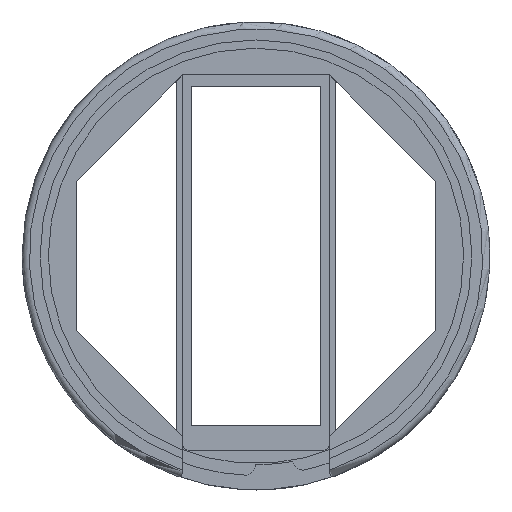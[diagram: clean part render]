
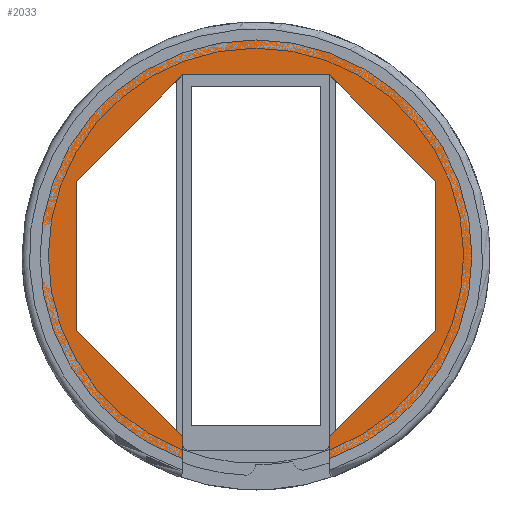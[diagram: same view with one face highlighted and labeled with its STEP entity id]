
A CAD part, top view. The second image highlights one B-rep face of the part: STEP entity #2033.
In plain terms, the highlighted planar face has unit normal (0, 0, 1).
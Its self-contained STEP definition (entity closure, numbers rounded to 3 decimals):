
#57=PLANE('',#2191);
#148=LINE('',#3204,#328);
#152=LINE('',#3212,#332);
#154=LINE('',#3218,#334);
#158=LINE('',#3226,#338);
#160=LINE('',#3235,#340);
#161=LINE('',#3238,#341);
#162=LINE('',#3240,#342);
#163=LINE('',#3241,#343);
#164=LINE('',#3244,#344);
#165=LINE('',#3246,#345);
#166=LINE('',#3248,#346);
#167=LINE('',#3249,#347);
#168=LINE('',#3251,#348);
#169=LINE('',#3253,#349);
#170=LINE('',#3254,#350);
#328=VECTOR('',#2530,10.);
#332=VECTOR('',#2536,10.);
#334=VECTOR('',#2540,10.);
#338=VECTOR('',#2546,10.);
#340=VECTOR('',#2552,10.);
#341=VECTOR('',#2555,10.);
#342=VECTOR('',#2556,10.);
#343=VECTOR('',#2557,10.);
#344=VECTOR('',#2560,10.);
#345=VECTOR('',#2561,10.);
#346=VECTOR('',#2562,10.);
#347=VECTOR('',#2563,10.);
#348=VECTOR('',#2564,10.);
#349=VECTOR('',#2565,10.);
#350=VECTOR('',#2566,10.);
#527=FACE_OUTER_BOUND('',#636,.T.);
#636=EDGE_LOOP('',(#1499,#1500,#1501,#1502,#1503,#1504,#1505,#1506,#1507,
#1508,#1509,#1510,#1511,#1512,#1513,#1514));
#757=CIRCLE('',#2192,30.);
#912=VERTEX_POINT('',#3200);
#914=VERTEX_POINT('',#3203);
#916=VERTEX_POINT('',#3208);
#917=VERTEX_POINT('',#3210);
#918=VERTEX_POINT('',#3214);
#920=VERTEX_POINT('',#3217);
#922=VERTEX_POINT('',#3222);
#923=VERTEX_POINT('',#3224);
#925=VERTEX_POINT('',#3231);
#926=VERTEX_POINT('',#3237);
#927=VERTEX_POINT('',#3239);
#928=VERTEX_POINT('',#3242);
#929=VERTEX_POINT('',#3245);
#930=VERTEX_POINT('',#3247);
#931=VERTEX_POINT('',#3250);
#932=VERTEX_POINT('',#3252);
#1137=EDGE_CURVE('',#914,#912,#148,.T.);
#1141=EDGE_CURVE('',#916,#917,#152,.T.);
#1143=EDGE_CURVE('',#920,#918,#154,.T.);
#1147=EDGE_CURVE('',#922,#923,#158,.T.);
#1151=EDGE_CURVE('',#918,#925,#160,.T.);
#1152=EDGE_CURVE('',#923,#926,#161,.T.);
#1153=EDGE_CURVE('',#926,#927,#162,.T.);
#1154=EDGE_CURVE('',#927,#920,#163,.T.);
#1155=EDGE_CURVE('',#925,#928,#757,.T.);
#1156=EDGE_CURVE('',#928,#916,#164,.T.);
#1157=EDGE_CURVE('',#917,#929,#165,.T.);
#1158=EDGE_CURVE('',#929,#930,#166,.T.);
#1159=EDGE_CURVE('',#930,#914,#167,.T.);
#1160=EDGE_CURVE('',#912,#931,#168,.T.);
#1161=EDGE_CURVE('',#931,#932,#169,.T.);
#1162=EDGE_CURVE('',#932,#922,#170,.T.);
#1499=ORIENTED_EDGE('',*,*,#1147,.T.);
#1500=ORIENTED_EDGE('',*,*,#1152,.T.);
#1501=ORIENTED_EDGE('',*,*,#1153,.T.);
#1502=ORIENTED_EDGE('',*,*,#1154,.T.);
#1503=ORIENTED_EDGE('',*,*,#1143,.T.);
#1504=ORIENTED_EDGE('',*,*,#1151,.T.);
#1505=ORIENTED_EDGE('',*,*,#1155,.T.);
#1506=ORIENTED_EDGE('',*,*,#1156,.T.);
#1507=ORIENTED_EDGE('',*,*,#1141,.T.);
#1508=ORIENTED_EDGE('',*,*,#1157,.T.);
#1509=ORIENTED_EDGE('',*,*,#1158,.T.);
#1510=ORIENTED_EDGE('',*,*,#1159,.T.);
#1511=ORIENTED_EDGE('',*,*,#1137,.T.);
#1512=ORIENTED_EDGE('',*,*,#1160,.T.);
#1513=ORIENTED_EDGE('',*,*,#1161,.T.);
#1514=ORIENTED_EDGE('',*,*,#1162,.T.);
#2033=ADVANCED_FACE('',(#527),#57,.T.);
#2191=AXIS2_PLACEMENT_3D('',#3236,#2553,#2554);
#2192=AXIS2_PLACEMENT_3D('',#3243,#2558,#2559);
#2530=DIRECTION('',(1.,0.,0.));
#2536=DIRECTION('',(-1.,0.,0.));
#2540=DIRECTION('',(-1.,0.,0.));
#2546=DIRECTION('',(1.,0.,0.));
#2552=DIRECTION('',(0.,-1.,0.));
#2553=DIRECTION('center_axis',(0.,0.,1.));
#2554=DIRECTION('ref_axis',(1.,0.,0.));
#2555=DIRECTION('',(0.707,-0.707,0.));
#2556=DIRECTION('',(0.,-1.,0.));
#2557=DIRECTION('',(-0.707,-0.707,0.));
#2558=DIRECTION('center_axis',(0.,0.,1.));
#2559=DIRECTION('ref_axis',(1.,0.,0.));
#2560=DIRECTION('',(0.,1.,0.));
#2561=DIRECTION('',(-0.707,0.707,0.));
#2562=DIRECTION('',(0.,1.,0.));
#2563=DIRECTION('',(0.707,0.707,0.));
#2564=DIRECTION('',(0.,1.,0.));
#2565=DIRECTION('',(1.,0.,0.));
#2566=DIRECTION('',(0.,-1.,0.));
#3200=CARTESIAN_POINT('',(-10.24,25.,0.));
#3203=CARTESIAN_POINT('',(-10.355,25.,0.));
#3204=CARTESIAN_POINT('',(-5.178,25.,0.));
#3208=CARTESIAN_POINT('',(-10.24,-25.,0.));
#3210=CARTESIAN_POINT('',(-10.355,-25.,0.));
#3212=CARTESIAN_POINT('',(5.178,-25.,0.));
#3214=CARTESIAN_POINT('',(10.24,-25.,0.));
#3217=CARTESIAN_POINT('',(10.355,-25.,0.));
#3218=CARTESIAN_POINT('',(5.178,-25.,0.));
#3222=CARTESIAN_POINT('',(10.24,25.,0.));
#3224=CARTESIAN_POINT('',(10.355,25.,0.));
#3226=CARTESIAN_POINT('',(-5.178,25.,0.));
#3231=CARTESIAN_POINT('',(10.24,-28.198,0.));
#3235=CARTESIAN_POINT('',(10.24,13.125,0.));
#3236=CARTESIAN_POINT('Origin',(0.,0.,0.));
#3237=CARTESIAN_POINT('',(25.,10.355,0.));
#3238=CARTESIAN_POINT('',(25.,10.355,0.));
#3239=CARTESIAN_POINT('',(25.,-10.355,0.));
#3240=CARTESIAN_POINT('',(25.,-10.355,0.));
#3241=CARTESIAN_POINT('',(21.339,-14.017,0.));
#3242=CARTESIAN_POINT('',(-10.24,-28.198,0.));
#3243=CARTESIAN_POINT('Origin',(0.,0.,0.));
#3244=CARTESIAN_POINT('',(-10.24,-18.125,0.));
#3245=CARTESIAN_POINT('',(-25.,-10.355,0.));
#3246=CARTESIAN_POINT('',(-25.,-10.355,0.));
#3247=CARTESIAN_POINT('',(-25.,10.355,0.));
#3248=CARTESIAN_POINT('',(-25.,10.355,0.));
#3249=CARTESIAN_POINT('',(-21.339,14.017,0.));
#3250=CARTESIAN_POINT('',(-10.24,25.24,0.));
#3251=CARTESIAN_POINT('',(-10.24,-18.125,0.));
#3252=CARTESIAN_POINT('',(10.24,25.24,0.));
#3253=CARTESIAN_POINT('',(-5.625,25.24,0.));
#3254=CARTESIAN_POINT('',(10.24,13.125,0.));
